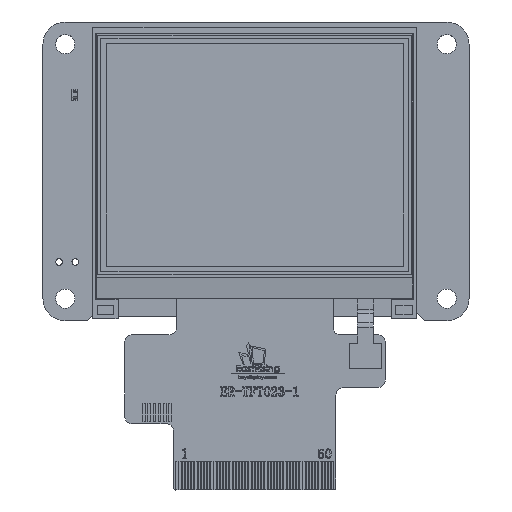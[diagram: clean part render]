
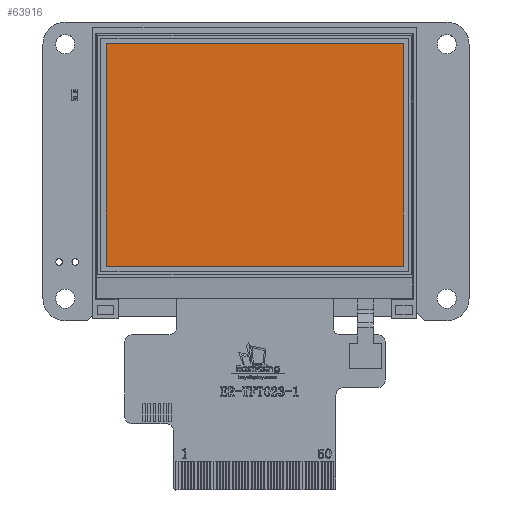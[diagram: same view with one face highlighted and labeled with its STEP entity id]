
A CAD part, top view. The second image highlights one B-rep face of the part: STEP entity #63916.
In plain terms, the highlighted face is planar.
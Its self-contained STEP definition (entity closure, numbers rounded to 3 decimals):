
#63784 = EDGE_CURVE('',#63785,#63787,#63789,.T.);
#63785 = VERTEX_POINT('',#63786);
#63786 = CARTESIAN_POINT('',(-23.38,-0.01,14.61));
#63787 = VERTEX_POINT('',#63788);
#63788 = CARTESIAN_POINT('',(-23.38,-0.01,-20.45));
#63789 = LINE('',#63790,#63791);
#63790 = CARTESIAN_POINT('',(-23.38,-0.01,0.));
#63791 = VECTOR('',#63792,1.);
#63792 = DIRECTION('',(0.,0.,-1.));
#63794 = EDGE_CURVE('',#63787,#63795,#63797,.T.);
#63795 = VERTEX_POINT('',#63796);
#63796 = CARTESIAN_POINT('',(23.38,-0.01,-20.45));
#63797 = LINE('',#63798,#63799);
#63798 = CARTESIAN_POINT('',(0.,-0.01,-20.45));
#63799 = VECTOR('',#63800,1.);
#63800 = DIRECTION('',(1.,0.,0.));
#63802 = EDGE_CURVE('',#63795,#63803,#63805,.T.);
#63803 = VERTEX_POINT('',#63804);
#63804 = CARTESIAN_POINT('',(23.38,-0.01,14.61));
#63805 = LINE('',#63806,#63807);
#63806 = CARTESIAN_POINT('',(23.38,-0.01,0.));
#63807 = VECTOR('',#63808,1.);
#63808 = DIRECTION('',(0.,0.,1.));
#63810 = EDGE_CURVE('',#63803,#63785,#63811,.T.);
#63811 = LINE('',#63812,#63813);
#63812 = CARTESIAN_POINT('',(0.,-0.01,14.61));
#63813 = VECTOR('',#63814,1.);
#63814 = DIRECTION('',(-1.,-0.,0.));
#63916 = ADVANCED_FACE('',(#63917),#63923,.T.);
#63917 = FACE_BOUND('',#63918,.T.);
#63918 = EDGE_LOOP('',(#63919,#63920,#63921,#63922));
#63919 = ORIENTED_EDGE('',*,*,#63794,.F.);
#63920 = ORIENTED_EDGE('',*,*,#63784,.F.);
#63921 = ORIENTED_EDGE('',*,*,#63810,.F.);
#63922 = ORIENTED_EDGE('',*,*,#63802,.F.);
#63923 = PLANE('',#63924);
#63924 = AXIS2_PLACEMENT_3D('',#63925,#63926,#63927);
#63925 = CARTESIAN_POINT('',(0.,-0.01,0.));
#63926 = DIRECTION('',(-0.,1.,0.));
#63927 = DIRECTION('',(0.,0.,1.));
